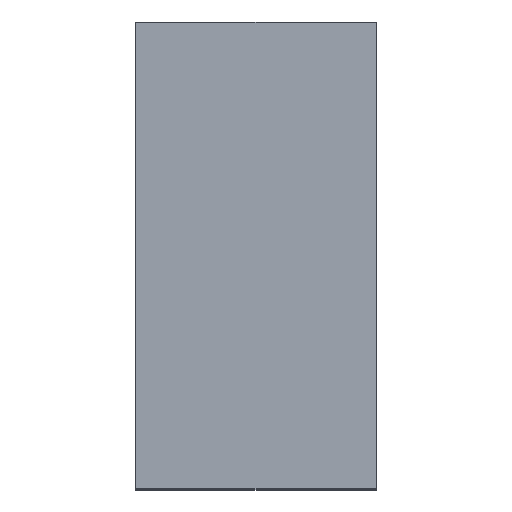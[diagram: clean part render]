
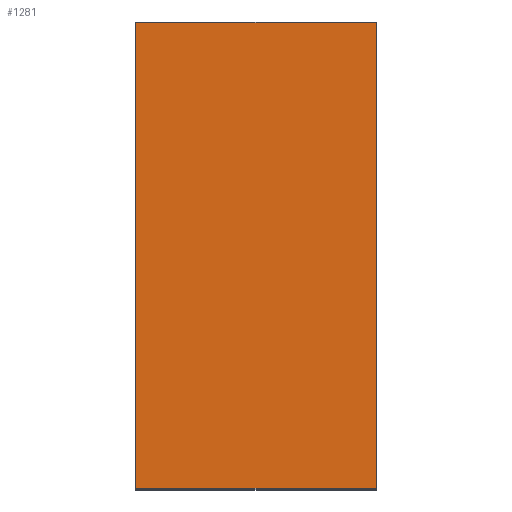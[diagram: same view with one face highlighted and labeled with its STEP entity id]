
A CAD part, top view. The second image highlights one B-rep face of the part: STEP entity #1281.
In plain terms, the highlighted face is planar.
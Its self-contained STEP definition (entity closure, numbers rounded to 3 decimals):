
#88 = EDGE_LOOP ( 'NONE', ( #3726, #3436, #2991, #1384 ) ) ;
#261 = DIRECTION ( 'NONE',  ( -1., 0., 0. ) ) ;
#282 = AXIS2_PLACEMENT_3D ( 'NONE', #3448, #1015, #2411 ) ;
#526 = EDGE_CURVE ( 'NONE', #2894, #4451, #3760, .T. ) ;
#609 = CARTESIAN_POINT ( 'NONE',  ( -500., 970., -3. ) ) ;
#650 = VECTOR ( 'NONE', #901, 1000. ) ;
#901 = DIRECTION ( 'NONE',  ( 0., 1., 0. ) ) ;
#1009 = DIRECTION ( 'NONE',  ( 1., 0., 0. ) ) ;
#1015 = DIRECTION ( 'NONE',  ( 0., 0., -1. ) ) ;
#1048 = CARTESIAN_POINT ( 'NONE',  ( -500., -964., -3. ) ) ;
#1082 = EDGE_CURVE ( 'NONE', #4263, #2894, #2680, .T. ) ;
#1140 = CARTESIAN_POINT ( 'NONE',  ( 500., 970., -3. ) ) ;
#1281 = ADVANCED_FACE ( 'NONE', ( #2732 ), #1701, .T. ) ;
#1384 = ORIENTED_EDGE ( 'NONE', *, *, #526, .F. ) ;
#1579 = CARTESIAN_POINT ( 'NONE',  ( -500., 970., -3. ) ) ;
#1660 = VERTEX_POINT ( 'NONE', #3036 ) ;
#1701 = PLANE ( 'NONE',  #282 ) ;
#1760 = EDGE_CURVE ( 'NONE', #1660, #4263, #2697, .T. ) ;
#1960 = VECTOR ( 'NONE', #261, 1000. ) ;
#2045 = CARTESIAN_POINT ( 'NONE',  ( 500., -964., -3. ) ) ;
#2147 = CARTESIAN_POINT ( 'NONE',  ( -500., -970., -3. ) ) ;
#2380 = EDGE_CURVE ( 'NONE', #4451, #1660, #3202, .T. ) ;
#2411 = DIRECTION ( 'NONE',  ( -1., 0., 0. ) ) ;
#2413 = VECTOR ( 'NONE', #1009, 1000. ) ;
#2680 = LINE ( 'NONE', #3015, #650 ) ;
#2697 = LINE ( 'NONE', #1048, #2413 ) ;
#2732 = FACE_OUTER_BOUND ( 'NONE', #88, .T. ) ;
#2792 = DIRECTION ( 'NONE',  ( 0., -1., 0. ) ) ;
#2894 = VERTEX_POINT ( 'NONE', #1140 ) ;
#2991 = ORIENTED_EDGE ( 'NONE', *, *, #2380, .F. ) ;
#3015 = CARTESIAN_POINT ( 'NONE',  ( 500., -970., -3. ) ) ;
#3036 = CARTESIAN_POINT ( 'NONE',  ( -500., -964., -3. ) ) ;
#3202 = LINE ( 'NONE', #2147, #3813 ) ;
#3436 = ORIENTED_EDGE ( 'NONE', *, *, #1760, .F. ) ;
#3448 = CARTESIAN_POINT ( 'NONE',  ( 0., 0., -3. ) ) ;
#3726 = ORIENTED_EDGE ( 'NONE', *, *, #1082, .F. ) ;
#3760 = LINE ( 'NONE', #609, #1960 ) ;
#3813 = VECTOR ( 'NONE', #2792, 1000. ) ;
#4263 = VERTEX_POINT ( 'NONE', #2045 ) ;
#4451 = VERTEX_POINT ( 'NONE', #1579 ) ;
